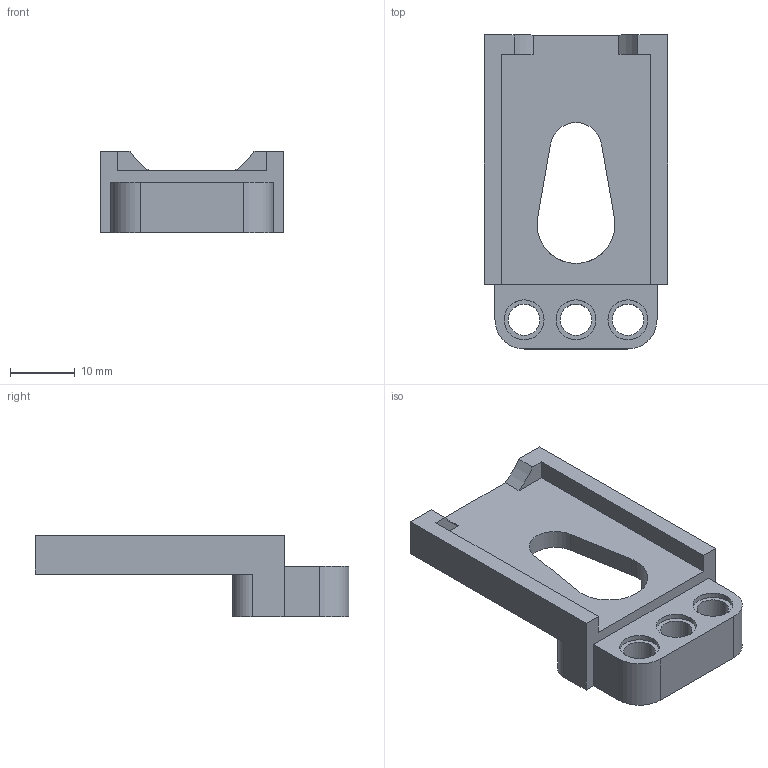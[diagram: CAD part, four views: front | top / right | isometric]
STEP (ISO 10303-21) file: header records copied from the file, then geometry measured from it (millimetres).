
FILE_DESCRIPTION (( 'STEP AP214' ), '1' );
FILE_NAME ('萇儂蟀諉璃1.STEP', '2018-09-10T07:25:14', ( '' ), ( '' ), 'SwSTEP 2.0', 'SolidWorks 2014', '' );
FILE_SCHEMA (( 'AUTOMOTIVE_DESIGN' ));
Length unit declared in the file: millimetre
Products named in the file (1): 萇儂蟀諉璃1
Bounding box: 28.3 x 48.4 x 12.57 mm (x, y, z)
Volume: 5893.9 mm3; surface area: 4221.6 mm2
Topology: 1 solids, 1 shells, 55 faces, 144 edges, 96 vertices
Faces by surface type: cylinder 28, plane 27
Entity records: 1766 total; most frequent: DIRECTION 314, CARTESIAN_POINT 296, ORIENTED_EDGE 288, EDGE_CURVE 144, AXIS2_PLACEMENT_3D 114, VERTEX_POINT 96, LINE 86, VECTOR 86
